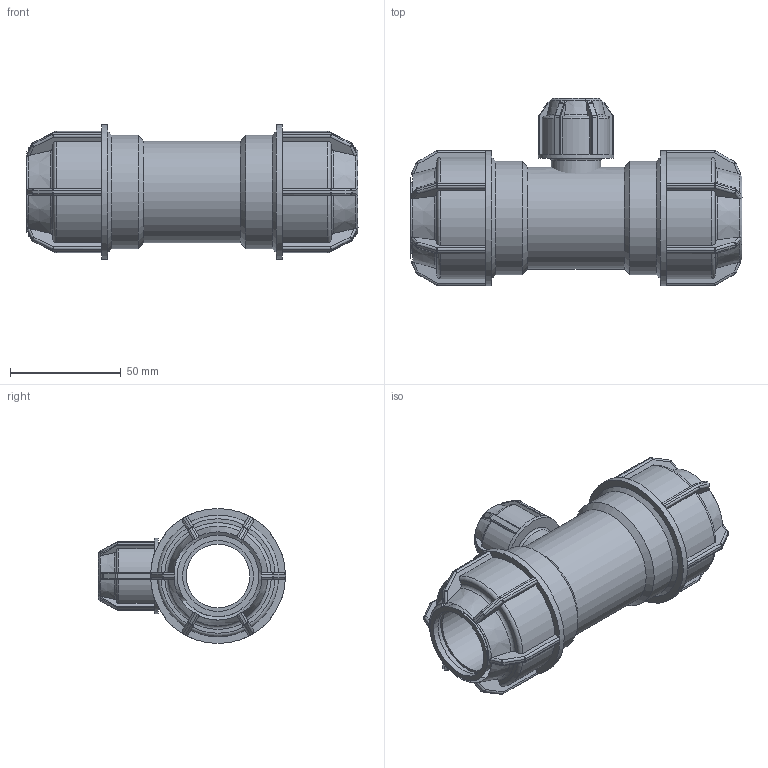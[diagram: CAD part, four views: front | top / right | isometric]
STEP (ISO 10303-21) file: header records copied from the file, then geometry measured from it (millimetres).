
FILE_DESCRIPTION(/* description */ ('PLASSON L.14 TEE REDUCER (SILVER) 32-16-32'),/* implementation_level */ '2;1');
FILE_NAME(/* name */ '143400032016.ipt.stp',/* time_stamp */ '2018-04-09T13:05:13+03:00',/* author */ ('KIM'),/* organization */ (''),/* preprocessor_version */ 'ST-DEVELOPER v15.6',/* originating_system */ 'Autodesk Inventor 2015',/* authorisation */ '');
FILE_SCHEMA (('AUTOMOTIVE_DESIGN { 1 0 10303 214 3 1 1 }'));
Length unit declared in the file: millimetre
Products named in the file (1): 143400032016
Bounding box: 150 x 84.5 x 61 mm (x, y, z)
Volume: 202058.4 mm3; surface area: 53245.7 mm2
Topology: 2 solids, 2 shells, 602 faces, 1477 edges, 855 vertices
Faces by surface type: plane 289, cylinder 179, torus 66, sphere 48, cone 20
Full cylindrical faces by diameter (mm): 11.2 x2, 13.6 x1, 16 x1, 22.4 x1, 28.8 x1, 32 x4, 34 x1, 46.08 x1, 51.2 x2, 61 x2
Entity records: 17787 total; most frequent: CARTESIAN_POINT 4621, DIRECTION 2788, ORIENTED_EDGE 2718, EDGE_CURVE 1359, AXIS2_PLACEMENT_3D 1124, VERTEX_POINT 807, EDGE_LOOP 642, FACE_OUTER_BOUND 596
